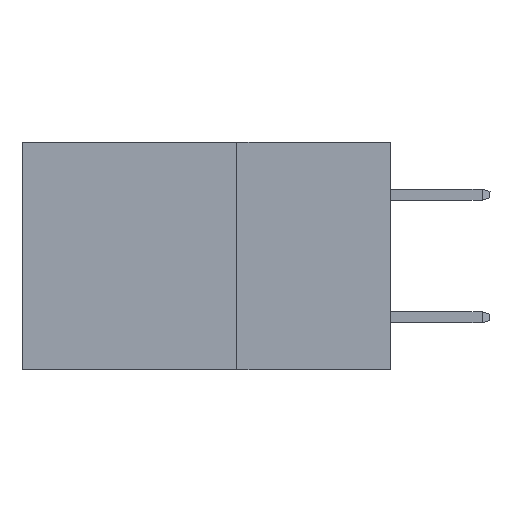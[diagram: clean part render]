
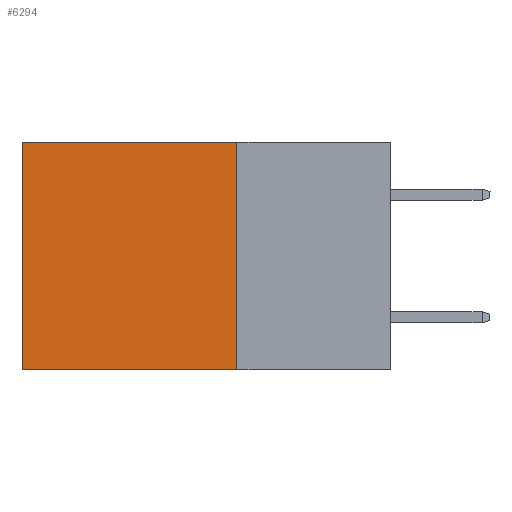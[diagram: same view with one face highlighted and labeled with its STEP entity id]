
A CAD part, left-side view. The second image highlights one B-rep face of the part: STEP entity #6294.
In plain terms, the highlighted planar face has unit normal (-1, 0, 0).
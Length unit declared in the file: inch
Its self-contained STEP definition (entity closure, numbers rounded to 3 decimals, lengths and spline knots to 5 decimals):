
#315 = AXIS2_PLACEMENT_3D ( 'NONE', #15340, #19989, #10790 ) ;
#848 = EDGE_CURVE ( 'NONE', #13300, #14451, #2412, .T. ) ;
#932 = LINE ( 'NONE', #1917, #8168 ) ;
#1917 = CARTESIAN_POINT ( 'NONE',  ( 0.2875, 0.25, -0.37 ) ) ;
#1981 = EDGE_LOOP ( 'NONE', ( #13924, #15873, #4038, #12800 ) ) ;
#2412 = LINE ( 'NONE', #4956, #17912 ) ;
#2437 = EDGE_CURVE ( 'NONE', #10141, #14451, #932, .T. ) ;
#3152 = VECTOR ( 'NONE', #4674, 39.37008 ) ;
#3471 = DIRECTION ( 'NONE',  ( 0., 1., 0. ) ) ;
#4038 = ORIENTED_EDGE ( 'NONE', *, *, #15722, .F. ) ;
#4674 = DIRECTION ( 'NONE',  ( 0., 1., 0. ) ) ;
#4956 = CARTESIAN_POINT ( 'NONE',  ( 0.2875, 0.6, 0. ) ) ;
#6294 = ADVANCED_FACE ( 'NONE', ( #15395 ), #10718, .F. ) ;
#6485 = DIRECTION ( 'NONE',  ( 0., 0., -1. ) ) ;
#6733 = LINE ( 'NONE', #15493, #3152 ) ;
#8168 = VECTOR ( 'NONE', #3471, 39.37008 ) ;
#9966 = EDGE_CURVE ( 'NONE', #17921, #13300, #6733, .T. ) ;
#10141 = VERTEX_POINT ( 'NONE', #14380 ) ;
#10718 = PLANE ( 'NONE',  #315 ) ;
#10790 = DIRECTION ( 'NONE',  ( 0., 0., -1. ) ) ;
#12540 = CARTESIAN_POINT ( 'NONE',  ( 0.2875, 0.6, 0. ) ) ;
#12800 = ORIENTED_EDGE ( 'NONE', *, *, #9966, .T. ) ;
#13300 = VERTEX_POINT ( 'NONE', #12540 ) ;
#13924 = ORIENTED_EDGE ( 'NONE', *, *, #848, .T. ) ;
#14283 = LINE ( 'NONE', #18783, #17869 ) ;
#14380 = CARTESIAN_POINT ( 'NONE',  ( 0.2875, 0.25, -0.37 ) ) ;
#14451 = VERTEX_POINT ( 'NONE', #14538 ) ;
#14538 = CARTESIAN_POINT ( 'NONE',  ( 0.2875, 0.6, -0.37 ) ) ;
#15340 = CARTESIAN_POINT ( 'NONE',  ( 0.2875, 0.25, 0. ) ) ;
#15395 = FACE_OUTER_BOUND ( 'NONE', #1981, .T. ) ;
#15493 = CARTESIAN_POINT ( 'NONE',  ( 0.2875, 0.25, 0. ) ) ;
#15677 = DIRECTION ( 'NONE',  ( 0., 0., -1. ) ) ;
#15722 = EDGE_CURVE ( 'NONE', #17921, #10141, #14283, .T. ) ;
#15873 = ORIENTED_EDGE ( 'NONE', *, *, #2437, .F. ) ;
#17869 = VECTOR ( 'NONE', #15677, 39.37008 ) ;
#17912 = VECTOR ( 'NONE', #6485, 39.37008 ) ;
#17921 = VERTEX_POINT ( 'NONE', #19913 ) ;
#18783 = CARTESIAN_POINT ( 'NONE',  ( 0.2875, 0.25, 0. ) ) ;
#19913 = CARTESIAN_POINT ( 'NONE',  ( 0.2875, 0.25, 0. ) ) ;
#19989 = DIRECTION ( 'NONE',  ( 1., 0., 0. ) ) ;
